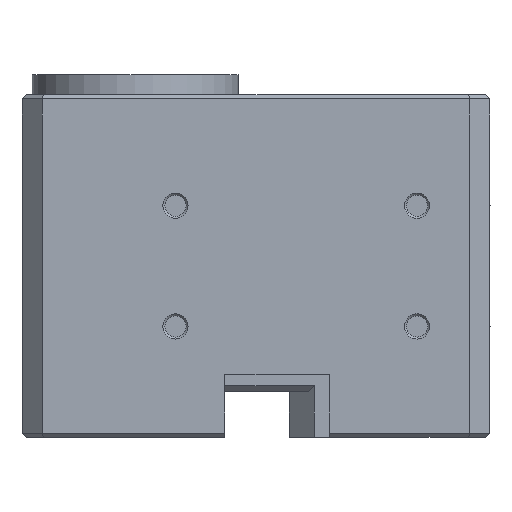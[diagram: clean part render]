
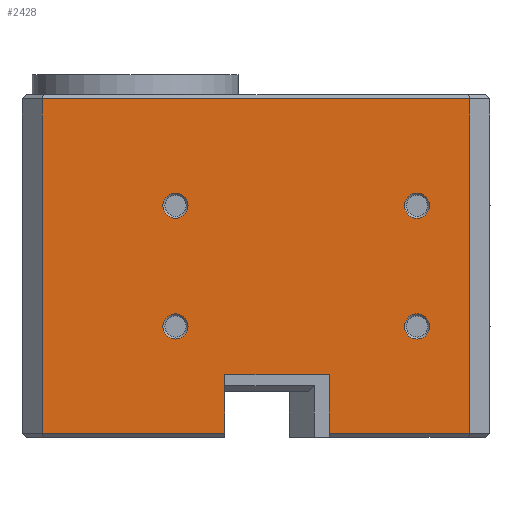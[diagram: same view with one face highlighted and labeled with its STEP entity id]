
A CAD part, left-side view. The second image highlights one B-rep face of the part: STEP entity #2428.
In plain terms, the highlighted planar face has unit normal (-1, 0, 0).
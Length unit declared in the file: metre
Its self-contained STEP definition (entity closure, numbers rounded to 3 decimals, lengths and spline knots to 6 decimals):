
#77=LINE('',#3739,#237);
#80=LINE('',#3744,#240);
#85=LINE('',#3754,#245);
#139=LINE('',#3871,#299);
#144=LINE('',#3880,#304);
#165=LINE('',#4009,#325);
#209=LINE('',#4115,#369);
#212=LINE('',#4122,#372);
#237=VECTOR('',#3037,1.);
#240=VECTOR('',#3044,1.);
#245=VECTOR('',#3051,1.);
#299=VECTOR('',#3153,1.);
#304=VECTOR('',#3162,1.);
#325=VECTOR('',#3321,1.);
#369=VECTOR('',#3429,1.);
#372=VECTOR('',#3438,1.);
#966=ORIENTED_EDGE('',*,*,#1261,.T.);
#967=ORIENTED_EDGE('',*,*,#1254,.T.);
#968=ORIENTED_EDGE('',*,*,#1262,.T.);
#969=ORIENTED_EDGE('',*,*,#1258,.T.);
#970=ORIENTED_EDGE('',*,*,#1248,.T.);
#971=ORIENTED_EDGE('',*,*,#1081,.F.);
#972=ORIENTED_EDGE('',*,*,#1076,.F.);
#973=ORIENTED_EDGE('',*,*,#1073,.F.);
#974=ORIENTED_EDGE('',*,*,#1144,.T.);
#975=ORIENTED_EDGE('',*,*,#1139,.F.);
#976=ORIENTED_EDGE('',*,*,#1194,.T.);
#977=ORIENTED_EDGE('',*,*,#1251,.F.);
#1073=EDGE_CURVE('',#1354,#1351,#77,.T.);
#1076=EDGE_CURVE('',#1351,#1355,#80,.T.);
#1081=EDGE_CURVE('',#1355,#1357,#85,.T.);
#1139=EDGE_CURVE('',#1396,#1398,#139,.T.);
#1144=EDGE_CURVE('',#1354,#1398,#144,.T.);
#1194=EDGE_CURVE('',#1396,#1438,#165,.T.);
#1248=EDGE_CURVE('',#1469,#1357,#209,.T.);
#1251=EDGE_CURVE('',#1469,#1438,#212,.T.);
#1254=EDGE_CURVE('',#1472,#1472,#1594,.T.);
#1258=EDGE_CURVE('',#1476,#1476,#1598,.T.);
#1261=EDGE_CURVE('',#1479,#1479,#1601,.T.);
#1262=EDGE_CURVE('',#1480,#1480,#1602,.T.);
#1351=VERTEX_POINT('',#3733);
#1354=VERTEX_POINT('',#3738);
#1355=VERTEX_POINT('',#3745);
#1357=VERTEX_POINT('',#3750);
#1396=VERTEX_POINT('',#3869);
#1398=VERTEX_POINT('',#3872);
#1438=VERTEX_POINT('',#4008);
#1469=VERTEX_POINT('',#4116);
#1472=VERTEX_POINT('',#4131);
#1476=VERTEX_POINT('',#4143);
#1479=VERTEX_POINT('',#4152);
#1480=VERTEX_POINT('',#4155);
#1594=CIRCLE('',#2723,0.00125);
#1598=CIRCLE('',#2731,0.00125);
#1601=CIRCLE('',#2737,0.00125);
#1602=CIRCLE('',#2739,0.00125);
#1877=EDGE_LOOP('',(#966));
#1878=EDGE_LOOP('',(#967));
#1879=EDGE_LOOP('',(#968));
#1880=EDGE_LOOP('',(#969));
#1881=EDGE_LOOP('',(#970,#971,#972,#973,#974,#975,#976,#977));
#2159=FACE_BOUND('',#1877,.T.);
#2160=FACE_BOUND('',#1878,.T.);
#2161=FACE_BOUND('',#1879,.T.);
#2162=FACE_BOUND('',#1880,.T.);
#2163=FACE_BOUND('',#1881,.T.);
#2260=PLANE('',#2738);
#2428=ADVANCED_FACE('',(#2159,#2160,#2161,#2162,#2163),#2260,.T.);
#2723=AXIS2_PLACEMENT_3D('',#4130,#3449,#3450);
#2731=AXIS2_PLACEMENT_3D('',#4142,#3465,#3466);
#2737=AXIS2_PLACEMENT_3D('',#4151,#3477,#3478);
#2738=AXIS2_PLACEMENT_3D('',#4153,#3479,#3480);
#2739=AXIS2_PLACEMENT_3D('',#4154,#3481,#3482);
#3037=DIRECTION('',(0.,-1.,0.));
#3044=DIRECTION('',(0.,0.,-1.));
#3051=DIRECTION('',(0.,1.,0.));
#3153=DIRECTION('',(0.,1.,0.));
#3162=DIRECTION('',(0.,0.,-1.));
#3321=DIRECTION('',(0.,0.,1.));
#3429=DIRECTION('',(0.,0.,-1.));
#3438=DIRECTION('',(0.,1.,0.));
#3449=DIRECTION('',(1.,0.,0.));
#3450=DIRECTION('',(0.,0.,-1.));
#3465=DIRECTION('',(1.,0.,0.));
#3466=DIRECTION('',(0.,0.,-1.));
#3477=DIRECTION('',(1.,0.,0.));
#3478=DIRECTION('',(0.,0.,-1.));
#3479=DIRECTION('',(-1.,0.,0.));
#3480=DIRECTION('',(0.,-1.,0.));
#3481=DIRECTION('',(1.,0.,0.));
#3482=DIRECTION('',(0.,0.,1.));
#3733=CARTESIAN_POINT('',(-0.01425,-0.03325,0.0166));
#3738=CARTESIAN_POINT('',(-0.01425,0.00925,0.0166));
#3739=CARTESIAN_POINT('',(-0.01425,0.00925,0.0166));
#3744=CARTESIAN_POINT('',(-0.01425,-0.03325,0.0166));
#3745=CARTESIAN_POINT('',(-0.01425,-0.03325,-0.0166));
#3750=CARTESIAN_POINT('',(-0.01425,-0.0193,-0.0166));
#3754=CARTESIAN_POINT('',(-0.01425,-0.03325,-0.0166));
#3869=CARTESIAN_POINT('',(-0.01425,-0.0089,-0.0166));
#3871=CARTESIAN_POINT('',(-0.01425,-0.0089,-0.0166));
#3872=CARTESIAN_POINT('',(-0.01425,0.00925,-0.0166));
#3880=CARTESIAN_POINT('',(-0.01425,0.00925,0.0166));
#4008=CARTESIAN_POINT('',(-0.01425,-0.0089,-0.0108));
#4009=CARTESIAN_POINT('',(-0.01425,-0.0089,-0.0166));
#4115=CARTESIAN_POINT('',(-0.01425,-0.0193,-0.0108));
#4116=CARTESIAN_POINT('',(-0.01425,-0.0193,-0.0108));
#4122=CARTESIAN_POINT('',(-0.01425,-0.0193,-0.0108));
#4130=CARTESIAN_POINT('',(-0.01425,-0.004,-0.006));
#4131=CARTESIAN_POINT('',(-0.01425,-0.004,-0.00725));
#4142=CARTESIAN_POINT('',(-0.01425,-0.028,-0.006));
#4143=CARTESIAN_POINT('',(-0.01425,-0.028,-0.00725));
#4151=CARTESIAN_POINT('',(-0.01425,-0.028,0.006));
#4152=CARTESIAN_POINT('',(-0.01425,-0.028,0.00475));
#4153=CARTESIAN_POINT('',(-0.01425,0.00925,0.017));
#4154=CARTESIAN_POINT('',(-0.01425,-0.004,0.006));
#4155=CARTESIAN_POINT('',(-0.01425,-0.004,0.00725));
